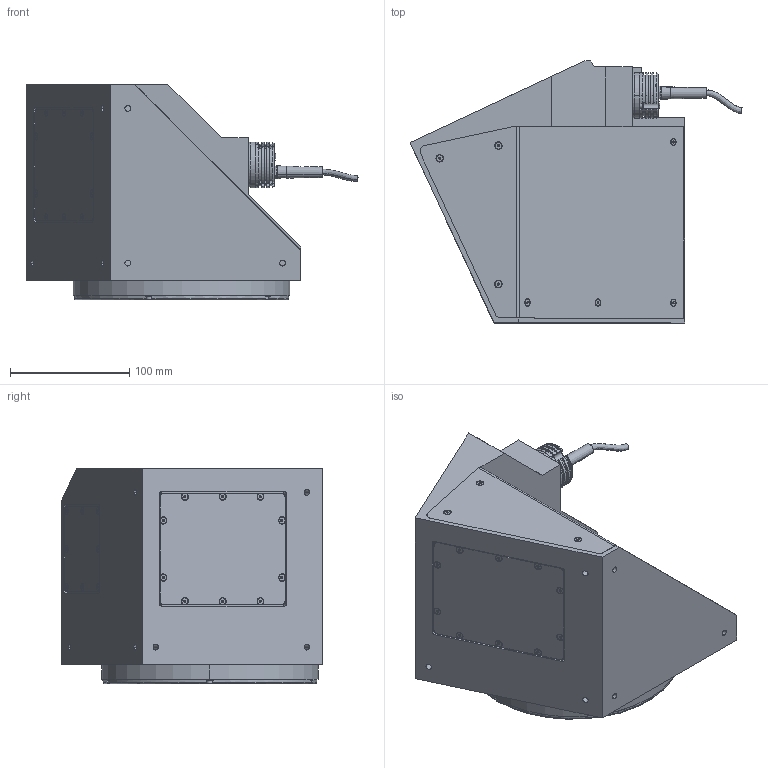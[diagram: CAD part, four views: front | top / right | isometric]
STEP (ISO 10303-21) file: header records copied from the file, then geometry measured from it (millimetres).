
FILE_DESCRIPTION (( 'STEP AP203' ), '1' );
FILE_NAME ('DP32227-A_LTCLCR120-B.step', '2022-06-29T12:08:48', ( '' ), ( '' ), 'SwSTEP 2.0', 'SolidWorks 2021', '' );
FILE_SCHEMA (( 'CONFIG_CONTROL_DESIGN' ));
Length unit declared in the file: millimetre
Products named in the file (1): DP32227-A_LTCLCR120-B
Bounding box: 278.92 x 220 x 181.4 mm (x, y, z)
Surface area: 218076.9 mm2 (no closed solid volume)
Topology: 0 solids, 82 shells, 582 faces, 1891 edges, 1320 vertices
Faces by surface type: plane 245, cylinder 174, cone 122, torus 29, bspline 10, sphere 2
Entity records: 20773 total; most frequent: CARTESIAN_POINT 4258, DIRECTION 3599, ORIENTED_EDGE 2890, EDGE_CURVE 1831, VERTEX_POINT 1320, AXIS2_PLACEMENT_3D 1251, LINE 1097, VECTOR 1097
